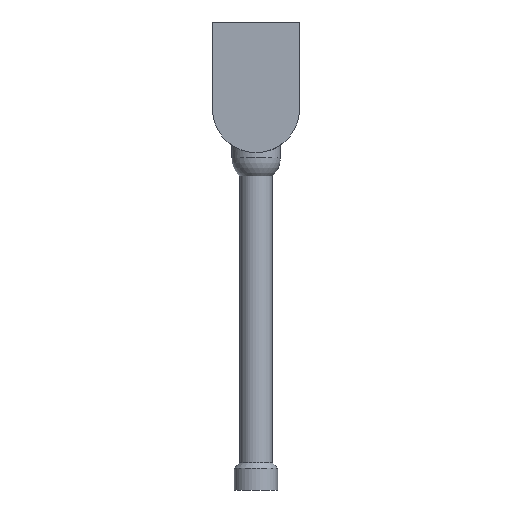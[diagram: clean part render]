
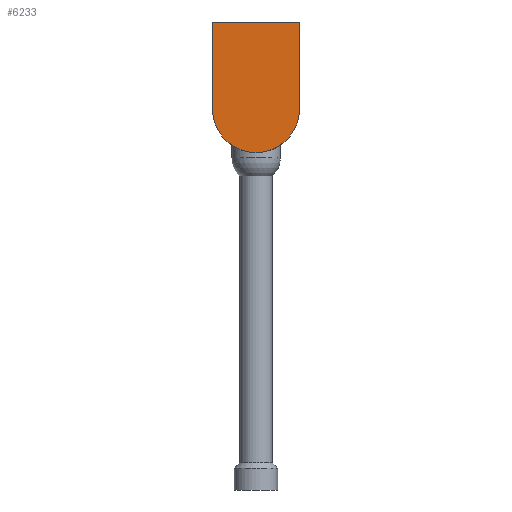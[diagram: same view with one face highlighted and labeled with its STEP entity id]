
A CAD part, front view. The second image highlights one B-rep face of the part: STEP entity #6233.
In plain terms, the highlighted planar face has unit normal (0, -1, 0).
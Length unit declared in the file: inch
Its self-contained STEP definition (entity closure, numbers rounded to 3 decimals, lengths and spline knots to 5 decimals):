
#157=CIRCLE($,#6564,0.5);
#158=CIRCLE($,#6568,0.5);
#344=PLANE($,#6570);
#643=FACE_OUTER_BOUND($,#1093,.T.);
#1093=EDGE_LOOP($,(#5011,#5012,#5013,#5014,#5015));
#1489=LINE($,#9969,#1939);
#1528=LINE($,#10939,#1978);
#1529=LINE($,#10943,#1979);
#1939=VECTOR($,#7072,1.);
#1978=VECTOR($,#7389,1.);
#1979=VECTOR($,#7396,1.);
#2741=VERTEX_POINT($,#9966);
#2742=VERTEX_POINT($,#9968);
#2799=VERTEX_POINT($,#10114);
#2883=VERTEX_POINT($,#10932);
#2884=VERTEX_POINT($,#10937);
#3479=EDGE_CURVE($,#2741,#2742,#1489,.T.);
#3623=EDGE_CURVE($,#2799,#2883,#157,.T.);
#3626=EDGE_CURVE($,#2884,#2741,#1528,.T.);
#3627=EDGE_CURVE($,#2884,#2799,#158,.T.);
#3628=EDGE_CURVE($,#2742,#2883,#1529,.T.);
#5011=ORIENTED_EDGE($,*,*,#3626,.F.);
#5012=ORIENTED_EDGE($,*,*,#3627,.T.);
#5013=ORIENTED_EDGE($,*,*,#3623,.T.);
#5014=ORIENTED_EDGE($,*,*,#3628,.F.);
#5015=ORIENTED_EDGE($,*,*,#3479,.F.);
#6233=ADVANCED_FACE($,(#643),#344,.T.);
#6564=AXIS2_PLACEMENT_3D($,#10933,#7381,#7382);
#6568=AXIS2_PLACEMENT_3D($,#10941,#7392,#7393);
#6570=AXIS2_PLACEMENT_3D($,#10944,#7397,#7398);
#7072=DIRECTION($,(1.,0.,0.));
#7381=DIRECTION('center_axis',(0.,-1.,0.));
#7382=DIRECTION('ref_axis',(1.,0.,0.));
#7389=DIRECTION($,(0.,0.,1.));
#7392=DIRECTION('center_axis',(0.,-1.,0.));
#7393=DIRECTION('ref_axis',(1.,0.,0.));
#7396=DIRECTION($,(0.,0.,-1.));
#7397=DIRECTION('center_axis',(0.,-1.,0.));
#7398=DIRECTION('ref_axis',(1.,0.,0.));
#9966=CARTESIAN_POINT('',(-0.5,-0.281,1.));
#9968=CARTESIAN_POINT('',(0.5,-0.281,1.));
#9969=CARTESIAN_POINT($,(0.,-0.281,1.));
#10114=CARTESIAN_POINT('',(0.,-0.281,-0.5));
#10932=CARTESIAN_POINT('',(0.5,-0.281,0.));
#10933=CARTESIAN_POINT('Origin',(0.,-0.281,0.));
#10937=CARTESIAN_POINT('',(-0.5,-0.281,0.));
#10939=CARTESIAN_POINT($,(-0.5,-0.281,-1.1578));
#10941=CARTESIAN_POINT('Origin',(0.,-0.281,0.));
#10943=CARTESIAN_POINT($,(0.5,-0.281,-1.1578));
#10944=CARTESIAN_POINT('Origin',(0.,-0.281,-1.1578));
